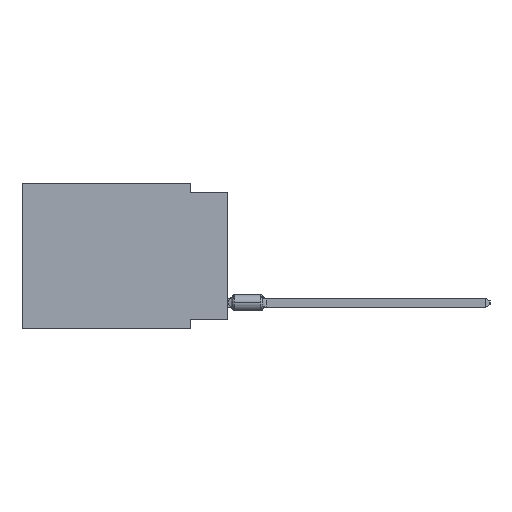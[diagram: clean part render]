
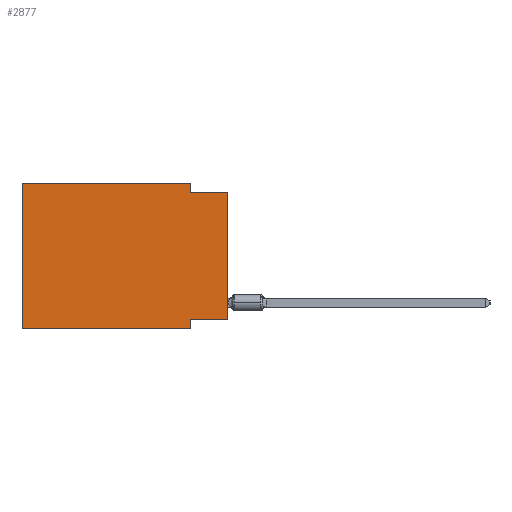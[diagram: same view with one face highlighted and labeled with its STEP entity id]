
A CAD part, left-side view. The second image highlights one B-rep face of the part: STEP entity #2877.
In plain terms, the highlighted planar face has unit normal (-1, 0, 0).
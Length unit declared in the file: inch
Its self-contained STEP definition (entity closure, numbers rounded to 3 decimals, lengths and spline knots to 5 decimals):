
#1256 = CARTESIAN_POINT ( 'NONE',  ( 0., 0., -0.025 ) ) ;
#1569 = EDGE_CURVE ( 'NONE', #4011, #16205, #25116, .T. ) ;
#2381 = VERTEX_POINT ( 'NONE', #25909 ) ;
#2877 = ADVANCED_FACE ( 'NONE', ( #46611 ), #39269, .F. ) ;
#3242 = VECTOR ( 'NONE', #5278, 39.37008 ) ;
#4011 = VERTEX_POINT ( 'NONE', #31288 ) ;
#4284 = DIRECTION ( 'NONE',  ( 0., 1., 0. ) ) ;
#4493 = EDGE_CURVE ( 'NONE', #4011, #35941, #38817, .T. ) ;
#4703 = ORIENTED_EDGE ( 'NONE', *, *, #26223, .F. ) ;
#5278 = DIRECTION ( 'NONE',  ( 0., 0., 1. ) ) ;
#6459 = CARTESIAN_POINT ( 'NONE',  ( 0., 0.1, -0.39 ) ) ;
#7696 = CARTESIAN_POINT ( 'NONE',  ( 0., 0., -0.365 ) ) ;
#7957 = VERTEX_POINT ( 'NONE', #37836 ) ;
#8191 = LINE ( 'NONE', #7696, #37430 ) ;
#8697 = CARTESIAN_POINT ( 'NONE',  ( 0., 0.55, 0. ) ) ;
#8747 = CARTESIAN_POINT ( 'NONE',  ( 0., 0.1, 0. ) ) ;
#9113 = VECTOR ( 'NONE', #21267, 39.37008 ) ;
#9793 = ORIENTED_EDGE ( 'NONE', *, *, #10571, .F. ) ;
#10571 = EDGE_CURVE ( 'NONE', #7957, #2381, #8191, .T. ) ;
#11791 = VECTOR ( 'NONE', #31282, 39.37008 ) ;
#13057 = DIRECTION ( 'NONE',  ( 1., 0., 0. ) ) ;
#13685 = CARTESIAN_POINT ( 'NONE',  ( 0., 0.1, -0.025 ) ) ;
#13794 = LINE ( 'NONE', #6459, #47035 ) ;
#16205 = VERTEX_POINT ( 'NONE', #45209 ) ;
#17911 = AXIS2_PLACEMENT_3D ( 'NONE', #39984, #13057, #47330 ) ;
#19963 = CARTESIAN_POINT ( 'NONE',  ( 0., 0., 0. ) ) ;
#20531 = VERTEX_POINT ( 'NONE', #13685 ) ;
#20540 = ORIENTED_EDGE ( 'NONE', *, *, #1569, .T. ) ;
#20552 = ORIENTED_EDGE ( 'NONE', *, *, #39392, .F. ) ;
#20590 = EDGE_LOOP ( 'NONE', ( #23187, #40391, #20552, #4703, #36247, #20540, #25999, #9793 ) ) ;
#20918 = LINE ( 'NONE', #19963, #42905 ) ;
#21267 = DIRECTION ( 'NONE',  ( 0., -1., 0. ) ) ;
#22129 = DIRECTION ( 'NONE',  ( 0., 0., -1. ) ) ;
#23187 = ORIENTED_EDGE ( 'NONE', *, *, #45146, .T. ) ;
#23313 = CARTESIAN_POINT ( 'NONE',  ( 0., 0.1, 0. ) ) ;
#25116 = LINE ( 'NONE', #40777, #41178 ) ;
#25182 = CARTESIAN_POINT ( 'NONE',  ( 0., 0.55, 0. ) ) ;
#25909 = CARTESIAN_POINT ( 'NONE',  ( 0., 0.1, -0.365 ) ) ;
#25999 = ORIENTED_EDGE ( 'NONE', *, *, #31553, .F. ) ;
#26223 = EDGE_CURVE ( 'NONE', #35941, #45775, #35969, .T. ) ;
#31282 = DIRECTION ( 'NONE',  ( 0., 0., -1. ) ) ;
#31288 = CARTESIAN_POINT ( 'NONE',  ( 0., 0.55, -0.39 ) ) ;
#31553 = EDGE_CURVE ( 'NONE', #2381, #16205, #13794, .T. ) ;
#32343 = VECTOR ( 'NONE', #36156, 39.37008 ) ;
#35150 = DIRECTION ( 'NONE',  ( 0., 0., 1. ) ) ;
#35630 = CARTESIAN_POINT ( 'NONE',  ( 0., 0.55, 0. ) ) ;
#35941 = VERTEX_POINT ( 'NONE', #8697 ) ;
#35969 = LINE ( 'NONE', #25182, #9113 ) ;
#36156 = DIRECTION ( 'NONE',  ( 0., -1., 0. ) ) ;
#36247 = ORIENTED_EDGE ( 'NONE', *, *, #4493, .F. ) ;
#36626 = CARTESIAN_POINT ( 'NONE',  ( 0., 0., -0.025 ) ) ;
#37430 = VECTOR ( 'NONE', #4284, 39.37008 ) ;
#37836 = CARTESIAN_POINT ( 'NONE',  ( 0., 0., -0.365 ) ) ;
#38817 = LINE ( 'NONE', #35630, #3242 ) ;
#39269 = PLANE ( 'NONE',  #17911 ) ;
#39392 = EDGE_CURVE ( 'NONE', #45775, #20531, #41573, .T. ) ;
#39984 = CARTESIAN_POINT ( 'NONE',  ( 0., 0.55, 0. ) ) ;
#40064 = LINE ( 'NONE', #36626, #32343 ) ;
#40391 = ORIENTED_EDGE ( 'NONE', *, *, #43566, .F. ) ;
#40777 = CARTESIAN_POINT ( 'NONE',  ( 0., 0.55, -0.39 ) ) ;
#41178 = VECTOR ( 'NONE', #48372, 39.37008 ) ;
#41418 = VERTEX_POINT ( 'NONE', #1256 ) ;
#41573 = LINE ( 'NONE', #8747, #11791 ) ;
#42905 = VECTOR ( 'NONE', #35150, 39.37008 ) ;
#43566 = EDGE_CURVE ( 'NONE', #20531, #41418, #40064, .T. ) ;
#45146 = EDGE_CURVE ( 'NONE', #7957, #41418, #20918, .T. ) ;
#45209 = CARTESIAN_POINT ( 'NONE',  ( 0., 0.1, -0.39 ) ) ;
#45775 = VERTEX_POINT ( 'NONE', #23313 ) ;
#46611 = FACE_OUTER_BOUND ( 'NONE', #20590, .T. ) ;
#47035 = VECTOR ( 'NONE', #22129, 39.37008 ) ;
#47330 = DIRECTION ( 'NONE',  ( 0., 0., -1. ) ) ;
#48372 = DIRECTION ( 'NONE',  ( 0., -1., 0. ) ) ;
